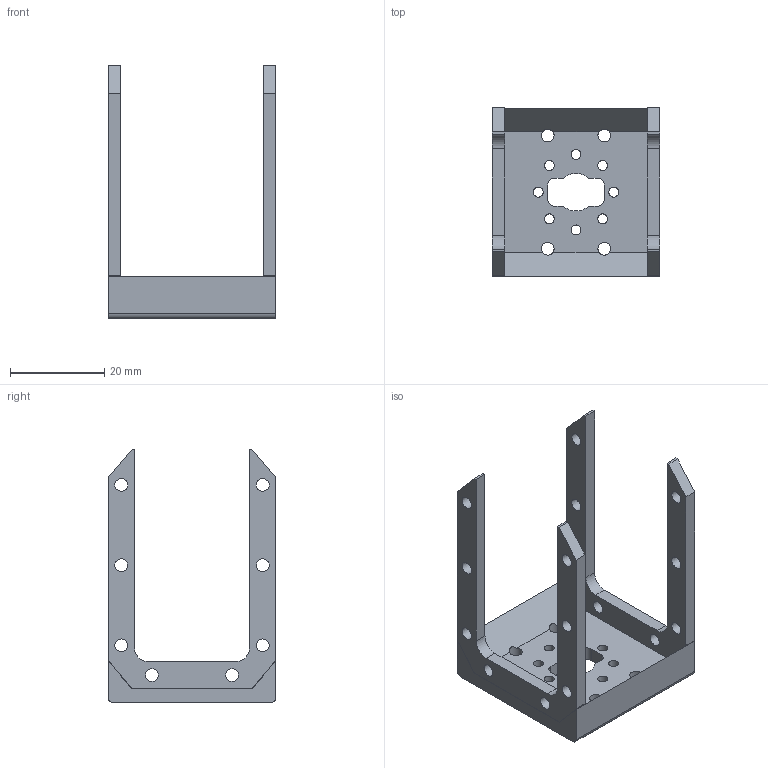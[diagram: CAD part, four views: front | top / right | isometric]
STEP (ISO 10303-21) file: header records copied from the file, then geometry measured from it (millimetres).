
FILE_DESCRIPTION(/* description */ (''),/* implementation_level */ '2;1');
FILE_NAME(/* name */ 'Straight_Servo_Holder.step',/* time_stamp */ '2018-10-29T17:34:28+11:00',/* author */ ('TaylorY96'),/* organization */ (''),/* preprocessor_version */ 'ST-DEVELOPER v17.2',/* originating_system */ 'Autodesk Translation Framework v7.6.0.251',/* authorisation */ '');
FILE_SCHEMA (('AUTOMOTIVE_DESIGN { 1 0 10303 214 3 1 1 }'));
Length unit declared in the file: millimetre
Products named in the file (4): Tank_combined; Gripper-MX28 v35; Component190; Component189
Assembly tree (3 placements, depth 4):
  Tank_combined
    Gripper-MX28 v35
      Component190
        Component189
Bounding box: 35.5 x 35.6 x 53.6 mm (x, y, z)
Volume: 7603.9 mm3; surface area: 7766.9 mm2
Topology: 3 solids, 3 shells, 82 faces, 256 edges, 176 vertices
Faces by surface type: plane 42, cylinder 40
Full cylindrical faces by diameter (mm): 2.1 x8, 2.7 x20
Entity records: 3119 total; most frequent: DIRECTION 538, CARTESIAN_POINT 521, ORIENTED_EDGE 512, EDGE_CURVE 256, AXIS2_PLACEMENT_3D 193, VERTEX_POINT 176, LINE 152, VECTOR 152
